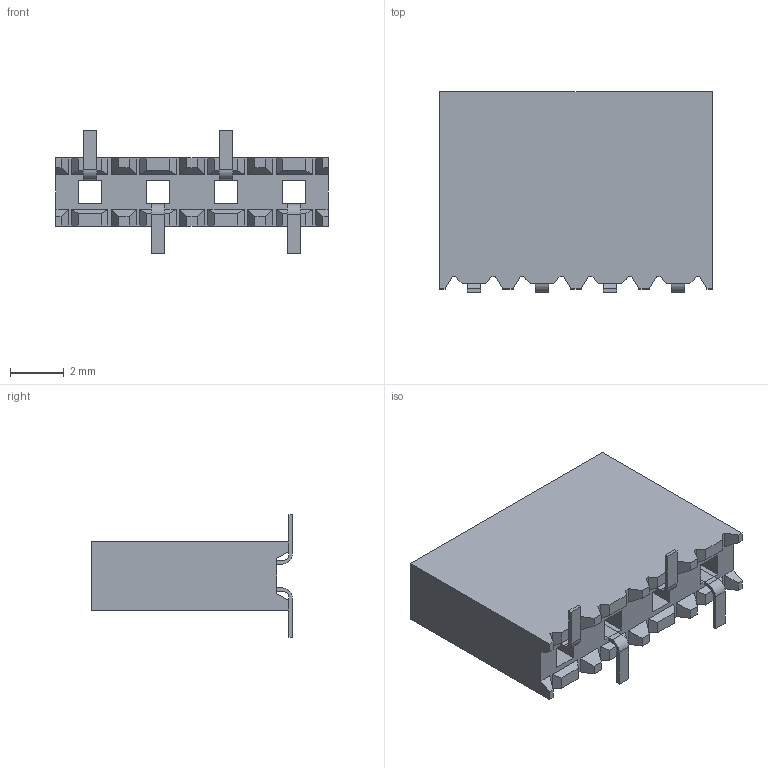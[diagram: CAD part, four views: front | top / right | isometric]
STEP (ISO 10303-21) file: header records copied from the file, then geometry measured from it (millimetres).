
FILE_DESCRIPTION(/* description */ ('STEP AP214'),/* implementation_level */ '2;1');
FILE_NAME(/* name */ 'SSM-104-S-SV',/* time_stamp */ '2023-02-06T11:46:41+01:00',/* author */ ('License CC BY-ND 4.0'),/* organization */ ('CADENAS'),/* preprocessor_version */ 'ST-DEVELOPER v18.102',/* originating_system */ 'PARTsolutions',/* authorisation */ ' ');
FILE_SCHEMA (('AUTOMOTIVE_DESIGN {1 0 10303 214 3 1 1}'));
Length unit declared in the file: inch
Products named in the file (3): SSM-104-S-SV; C-95-024; SSM-104-S-SV_body
Assembly tree (2 placements, depth 2):
  SSM-104-S-SV
    C-95-024
    SSM-104-S-SV_body
Bounding box: 10.16 x 7.49 x 4.57 mm (x, y, z)
Volume: 157.7 mm3; surface area: 376.8 mm2
Topology: 2 solids, 2 shells, 153 faces, 444 edges, 296 vertices
Faces by surface type: plane 145, cylinder 8
Entity records: 5056 total; most frequent: CARTESIAN_POINT 896, ORIENTED_EDGE 888, DIRECTION 772, EDGE_CURVE 444, LINE 428, VECTOR 428, VERTEX_POINT 296, AXIS2_PLACEMENT_3D 172
